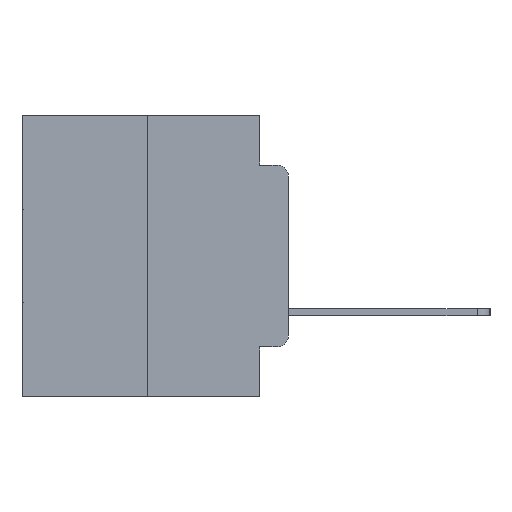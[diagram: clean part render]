
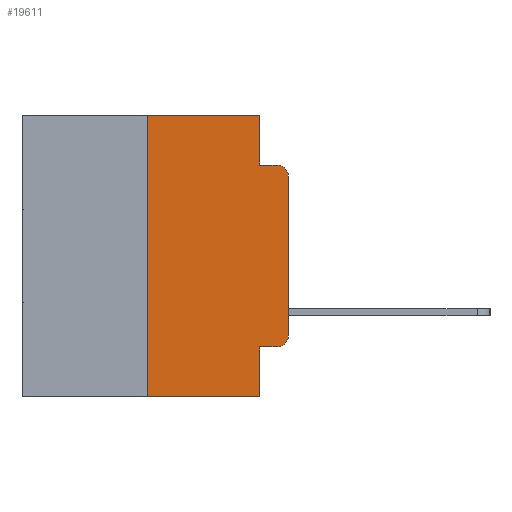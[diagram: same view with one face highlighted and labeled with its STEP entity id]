
A CAD part, left-side view. The second image highlights one B-rep face of the part: STEP entity #19611.
In plain terms, the highlighted planar face has unit normal (-1, 0, 0).
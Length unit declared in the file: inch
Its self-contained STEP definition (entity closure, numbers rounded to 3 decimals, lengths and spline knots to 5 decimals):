
#40 = VERTEX_POINT ( 'NONE', #177 ) ;
#129 = LINE ( 'NONE', #20267, #5491 ) ;
#177 = CARTESIAN_POINT ( 'NONE',  ( 0., 0.051, 0. ) ) ;
#463 = DIRECTION ( 'NONE',  ( 0., 0., 1. ) ) ;
#639 = ORIENTED_EDGE ( 'NONE', *, *, #24026, .T. ) ;
#1477 = FACE_OUTER_BOUND ( 'NONE', #6906, .T. ) ;
#1635 = DIRECTION ( 'NONE',  ( 0., -1., 0. ) ) ;
#2534 = PLANE ( 'NONE',  #9943 ) ;
#2539 = VERTEX_POINT ( 'NONE', #4306 ) ;
#3440 = AXIS2_PLACEMENT_3D ( 'NONE', #4360, #19678, #6631 ) ;
#4002 = VERTEX_POINT ( 'NONE', #20546 ) ;
#4034 = VECTOR ( 'NONE', #1635, 39.37008 ) ;
#4143 = ORIENTED_EDGE ( 'NONE', *, *, #13039, .T. ) ;
#4280 = ORIENTED_EDGE ( 'NONE', *, *, #26404, .F. ) ;
#4306 = CARTESIAN_POINT ( 'NONE',  ( 0., 0., -0.3915 ) ) ;
#4360 = CARTESIAN_POINT ( 'NONE',  ( 0., 0.02, -0.3915 ) ) ;
#4412 = DIRECTION ( 'NONE',  ( 0., 0., -1. ) ) ;
#4472 = DIRECTION ( 'NONE',  ( -1., 0., 0. ) ) ;
#4601 = VECTOR ( 'NONE', #16692, 39.37008 ) ;
#4931 = DIRECTION ( 'NONE',  ( 1., 0., 0. ) ) ;
#4933 = VECTOR ( 'NONE', #13246, 39.37008 ) ;
#5372 = CARTESIAN_POINT ( 'NONE',  ( 0., 0.051, 0. ) ) ;
#5491 = VECTOR ( 'NONE', #463, 39.37008 ) ;
#5533 = ORIENTED_EDGE ( 'NONE', *, *, #23660, .T. ) ;
#5658 = EDGE_CURVE ( 'NONE', #40, #17162, #16641, .T. ) ;
#6441 = CARTESIAN_POINT ( 'NONE',  ( 0., 0.25, 0. ) ) ;
#6631 = DIRECTION ( 'NONE',  ( 0., 0., -1. ) ) ;
#6788 = AXIS2_PLACEMENT_3D ( 'NONE', #17638, #4472, #19769 ) ;
#6906 = EDGE_LOOP ( 'NONE', ( #26658, #4143, #22546, #20336, #8049, #15926, #639, #4280, #14913, #5533 ) ) ;
#8049 = ORIENTED_EDGE ( 'NONE', *, *, #25757, .F. ) ;
#8685 = DIRECTION ( 'NONE',  ( 0., -1., 0. ) ) ;
#9616 = LINE ( 'NONE', #17582, #10314 ) ;
#9943 = AXIS2_PLACEMENT_3D ( 'NONE', #13672, #4931, #20223 ) ;
#10314 = VECTOR ( 'NONE', #4412, 39.37008 ) ;
#11455 = LINE ( 'NONE', #14709, #16547 ) ;
#11547 = CARTESIAN_POINT ( 'NONE',  ( 0., 0.25, 0. ) ) ;
#11611 = EDGE_CURVE ( 'NONE', #17162, #26325, #16292, .T. ) ;
#12228 = CARTESIAN_POINT ( 'NONE',  ( 0., 0.051, -0.0885 ) ) ;
#12907 = CARTESIAN_POINT ( 'NONE',  ( 0., 0.02, -0.0885 ) ) ;
#13039 = EDGE_CURVE ( 'NONE', #27693, #26325, #28023, .T. ) ;
#13058 = VECTOR ( 'NONE', #18879, 39.37008 ) ;
#13246 = DIRECTION ( 'NONE',  ( 0., 0., -1. ) ) ;
#13672 = CARTESIAN_POINT ( 'NONE',  ( 0., 0.473, 0. ) ) ;
#14487 = EDGE_CURVE ( 'NONE', #2539, #27693, #129, .T. ) ;
#14709 = CARTESIAN_POINT ( 'NONE',  ( 0., 0.473, -0.5 ) ) ;
#14908 = CARTESIAN_POINT ( 'NONE',  ( 0., 0.473, 0. ) ) ;
#14913 = ORIENTED_EDGE ( 'NONE', *, *, #25044, .T. ) ;
#15043 = CARTESIAN_POINT ( 'NONE',  ( 0., 0., -0.1085 ) ) ;
#15121 = VERTEX_POINT ( 'NONE', #16081 ) ;
#15249 = DIRECTION ( 'NONE',  ( 0., 0., 1. ) ) ;
#15926 = ORIENTED_EDGE ( 'NONE', *, *, #27741, .F. ) ;
#16081 = CARTESIAN_POINT ( 'NONE',  ( 0., 0.051, -0.4115 ) ) ;
#16292 = LINE ( 'NONE', #12228, #4601 ) ;
#16547 = VECTOR ( 'NONE', #8685, 39.37008 ) ;
#16641 = LINE ( 'NONE', #5372, #4933 ) ;
#16692 = DIRECTION ( 'NONE',  ( 0., -1., 0. ) ) ;
#17162 = VERTEX_POINT ( 'NONE', #21800 ) ;
#17582 = CARTESIAN_POINT ( 'NONE',  ( 0., 0.051, 0. ) ) ;
#17638 = CARTESIAN_POINT ( 'NONE',  ( 0., 0.02, -0.1085 ) ) ;
#18525 = VERTEX_POINT ( 'NONE', #20761 ) ;
#18879 = DIRECTION ( 'NONE',  ( 0., -1., 0. ) ) ;
#19611 = ADVANCED_FACE ( 'NONE', ( #1477 ), #2534, .F. ) ;
#19678 = DIRECTION ( 'NONE',  ( -1., 0., 0. ) ) ;
#19769 = DIRECTION ( 'NONE',  ( 0., 0., -1. ) ) ;
#19907 = VECTOR ( 'NONE', #15249, 39.37008 ) ;
#20223 = DIRECTION ( 'NONE',  ( 0., 0., -1. ) ) ;
#20267 = CARTESIAN_POINT ( 'NONE',  ( 0., 0., 0. ) ) ;
#20336 = ORIENTED_EDGE ( 'NONE', *, *, #5658, .F. ) ;
#20546 = CARTESIAN_POINT ( 'NONE',  ( 0., 0.051, -0.5 ) ) ;
#20593 = LINE ( 'NONE', #6441, #19907 ) ;
#20761 = CARTESIAN_POINT ( 'NONE',  ( 0., 0.25, -0.5 ) ) ;
#20932 = CIRCLE ( 'NONE', #3440, 0.02 ) ;
#21800 = CARTESIAN_POINT ( 'NONE',  ( 0., 0.051, -0.0885 ) ) ;
#21982 = VERTEX_POINT ( 'NONE', #11547 ) ;
#22546 = ORIENTED_EDGE ( 'NONE', *, *, #11611, .F. ) ;
#23421 = VERTEX_POINT ( 'NONE', #27157 ) ;
#23660 = EDGE_CURVE ( 'NONE', #23421, #2539, #20932, .T. ) ;
#24026 = EDGE_CURVE ( 'NONE', #18525, #4002, #11455, .T. ) ;
#25044 = EDGE_CURVE ( 'NONE', #15121, #23421, #25107, .T. ) ;
#25107 = LINE ( 'NONE', #27169, #13058 ) ;
#25757 = EDGE_CURVE ( 'NONE', #21982, #40, #27576, .T. ) ;
#26325 = VERTEX_POINT ( 'NONE', #12907 ) ;
#26404 = EDGE_CURVE ( 'NONE', #15121, #4002, #9616, .T. ) ;
#26658 = ORIENTED_EDGE ( 'NONE', *, *, #14487, .T. ) ;
#27157 = CARTESIAN_POINT ( 'NONE',  ( 0., 0.02, -0.4115 ) ) ;
#27169 = CARTESIAN_POINT ( 'NONE',  ( 0., 0.051, -0.4115 ) ) ;
#27576 = LINE ( 'NONE', #14908, #4034 ) ;
#27693 = VERTEX_POINT ( 'NONE', #15043 ) ;
#27741 = EDGE_CURVE ( 'NONE', #18525, #21982, #20593, .T. ) ;
#28023 = CIRCLE ( 'NONE', #6788, 0.02 ) ;
